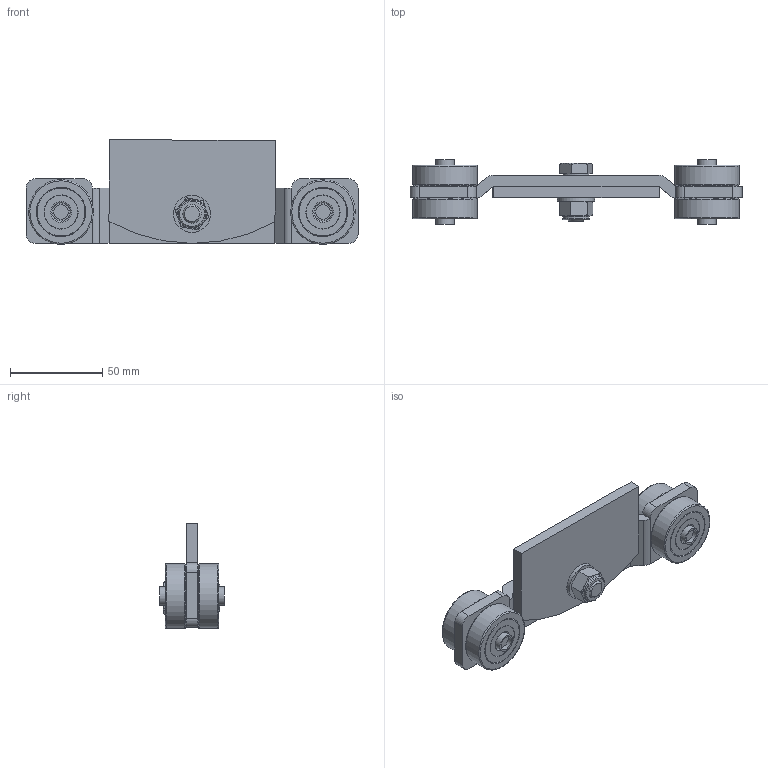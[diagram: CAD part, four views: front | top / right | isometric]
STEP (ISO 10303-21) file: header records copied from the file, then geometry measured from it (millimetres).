
FILE_DESCRIPTION(/* description */ (''),/* implementation_level */ '2;1');
FILE_NAME(/* name */ '9246.stp',/* time_stamp */ '2019-08-14T10:49:28+02:00',/* author */ ('Marc'),/* organization */ (''),/* preprocessor_version */ 'ST-DEVELOPER v17.2',/* originating_system */ 'Autodesk Inventor 2019',/* authorisation */ '');
FILE_SCHEMA (('AUTOMOTIVE_DESIGN { 1 0 10303 214 3 1 1 }'));
Length unit declared in the file: millimetre
Products named in the file (10): 9246; 17470_C; 17719; 09165; 19918-C; 19918-C_1; 04525; 17910; 06028; 13581
Assembly tree (12 placements, depth 2):
  9246
    17470_C
    17719
    09165  x4
    19918-C
    19918-C_1
    04525
    17910
    06028
    13581
Bounding box: 180 x 35 x 56.71 mm (x, y, z)
Volume: 99229.7 mm3; surface area: 58861.8 mm2
Topology: 44 solids, 44 shells, 318 faces, 824 edges, 565 vertices
Faces by surface type: plane 136, cylinder 85, torus 70, sphere 20, cone 7
Full cylindrical faces by diameter (mm): 7.85 x4, 8.376 x1, 9.85 x4, 10 x5, 10.2 x1, 10.4 x1, 12 x1, 12.2 x2, 14.475 x1, 14.63 x1, 18.15 x8, 18.5 x8, 20.1 x1, 26 x8, 26.85 x8, 35 x4
Entity records: 7128 total; most frequent: CARTESIAN_POINT 1403, DIRECTION 1187, ORIENTED_EDGE 1054, EDGE_CURVE 527, AXIS2_PLACEMENT_3D 467, VERTEX_POINT 375, LINE 253, VECTOR 253
